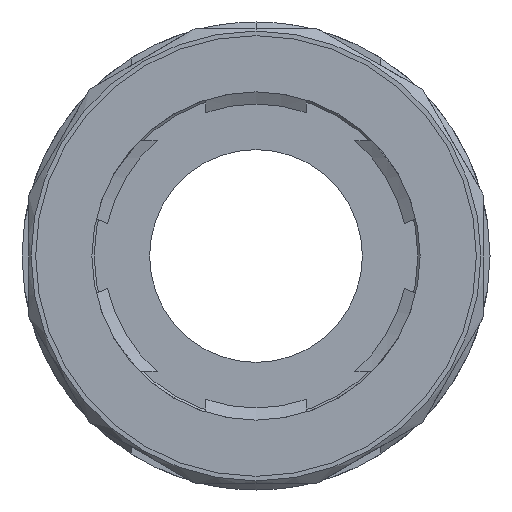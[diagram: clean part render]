
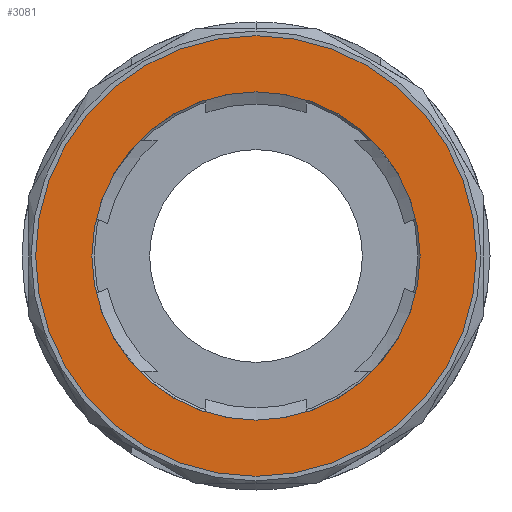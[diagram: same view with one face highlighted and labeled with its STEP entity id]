
A CAD part, front view. The second image highlights one B-rep face of the part: STEP entity #3081.
In plain terms, the highlighted planar face has unit normal (0, -1, 0).
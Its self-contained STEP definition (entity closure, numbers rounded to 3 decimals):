
#2292 = VERTEX_POINT ( 'NONE', #9766 ) ;
#2293 = VERTEX_POINT ( 'NONE', #9765 ) ;
#2372 = EDGE_CURVE ( 'NONE', #2292, #2293, #9905, .T. ) ;
#2406 = EDGE_CURVE ( 'NONE', #2407, #2408, #9955, .T. ) ;
#2407 = VERTEX_POINT ( 'NONE', #9950 ) ;
#2408 = VERTEX_POINT ( 'NONE', #9949 ) ;
#2464 = EDGE_CURVE ( 'NONE', #2408, #2407, #10092, .T. ) ;
#3078 = EDGE_CURVE ( 'NONE', #2293, #2292, #11271, .T. ) ;
#3081 = ADVANCED_FACE ( 'NONE', ( #11266, #11265 ), #11327, .F. ) ;
#3140 = EDGE_LOOP ( 'NONE', ( #3141, #3142 ) ) ;
#3141 = ORIENTED_EDGE ( 'NONE', *, *, #2372, .F. ) ;
#3142 = ORIENTED_EDGE ( 'NONE', *, *, #3078, .F. ) ;
#3143 = EDGE_LOOP ( 'NONE', ( #3144, #3145 ) ) ;
#3144 = ORIENTED_EDGE ( 'NONE', *, *, #2464, .T. ) ;
#3145 = ORIENTED_EDGE ( 'NONE', *, *, #2406, .T. ) ;
#9765 = CARTESIAN_POINT ( 'NONE',  ( 14.5, 0., 0. ) ) ;
#9766 = CARTESIAN_POINT ( 'NONE',  ( -14.5, 0., 0. ) ) ;
#9897 = DIRECTION ( 'NONE',  ( -1., 0., 0. ) ) ;
#9898 = DIRECTION ( 'NONE',  ( 0., 1., 0. ) ) ;
#9899 = CARTESIAN_POINT ( 'NONE',  ( 0., 0., 0. ) ) ;
#9900 = AXIS2_PLACEMENT_3D ( 'NONE', #9899, #9898, #9897 ) ;
#9905 = CIRCLE ( 'NONE', #9900, 14.5 ) ;
#9949 = CARTESIAN_POINT ( 'NONE',  ( -10.8, 0., 0. ) ) ;
#9950 = CARTESIAN_POINT ( 'NONE',  ( 10.8, 0., 0. ) ) ;
#9951 = DIRECTION ( 'NONE',  ( -1., 0., 0. ) ) ;
#9952 = DIRECTION ( 'NONE',  ( 0., 1., 0. ) ) ;
#9953 = CARTESIAN_POINT ( 'NONE',  ( 0., 0., 0. ) ) ;
#9954 = AXIS2_PLACEMENT_3D ( 'NONE', #9953, #9952, #9951 ) ;
#9955 = CIRCLE ( 'NONE', #9954, 10.8 ) ;
#10035 = CARTESIAN_POINT ( 'NONE',  ( 0., 0., 0. ) ) ;
#10089 = DIRECTION ( 'NONE',  ( -1., 0., 0. ) ) ;
#10090 = DIRECTION ( 'NONE',  ( 0., 1., 0. ) ) ;
#10091 = AXIS2_PLACEMENT_3D ( 'NONE', #10035, #10090, #10089 ) ;
#10092 = CIRCLE ( 'NONE', #10091, 10.8 ) ;
#11265 = FACE_BOUND ( 'NONE', #3143, .T. ) ;
#11266 = FACE_OUTER_BOUND ( 'NONE', #3140, .T. ) ;
#11267 = DIRECTION ( 'NONE',  ( -1., 0., 0. ) ) ;
#11268 = DIRECTION ( 'NONE',  ( 0., 1., 0. ) ) ;
#11269 = CARTESIAN_POINT ( 'NONE',  ( 0., 0., 0. ) ) ;
#11270 = AXIS2_PLACEMENT_3D ( 'NONE', #11269, #11268, #11267 ) ;
#11271 = CIRCLE ( 'NONE', #11270, 14.5 ) ;
#11323 = DIRECTION ( 'NONE',  ( -1., 0., 0. ) ) ;
#11324 = DIRECTION ( 'NONE',  ( 0., 1., 0. ) ) ;
#11325 = CARTESIAN_POINT ( 'NONE',  ( 14.5, 0., 0. ) ) ;
#11326 = AXIS2_PLACEMENT_3D ( 'NONE', #11325, #11324, #11323 ) ;
#11327 = PLANE ( 'NONE',  #11326 ) ;
